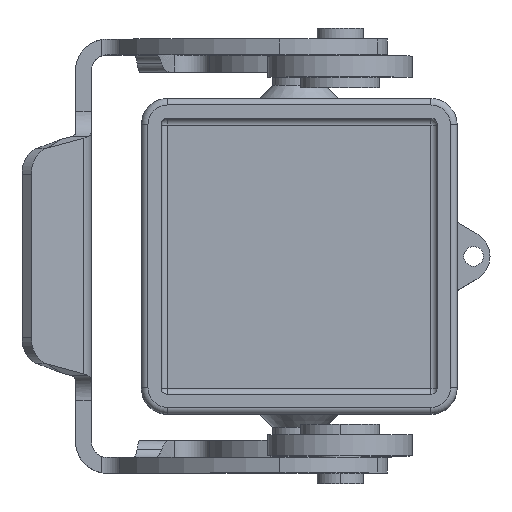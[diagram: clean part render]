
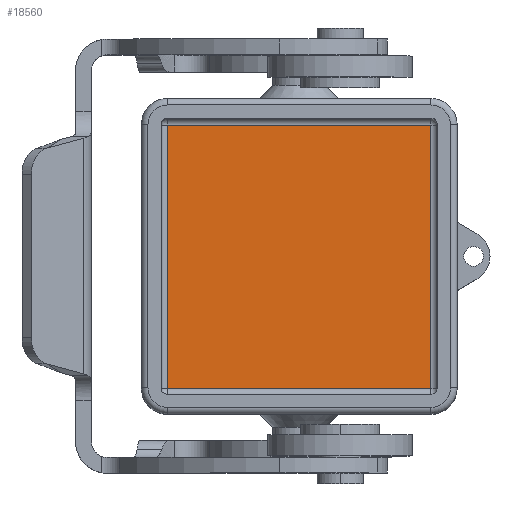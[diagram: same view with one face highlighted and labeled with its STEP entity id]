
A CAD part, top view. The second image highlights one B-rep face of the part: STEP entity #18560.
In plain terms, the highlighted planar face has unit normal (0, 0, 1).
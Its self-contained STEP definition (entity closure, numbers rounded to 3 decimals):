
#1670=CARTESIAN_POINT('',(10.,10.,-9.));
#1680=VERTEX_POINT('',#1670);
#6680=CARTESIAN_POINT('',(10.,-10.,-9.));
#6690=DIRECTION('',(-1.,0.,0.));
#6700=VECTOR('',#6690,20.);
#6710=LINE('',#6680,#6700);
#6720=CARTESIAN_POINT('',(10.,-10.,-9.));
#6730=VERTEX_POINT('',#6720);
#6740=CARTESIAN_POINT('',(-10.,-10.,-9.));
#6750=VERTEX_POINT('',#6740);
#6760=EDGE_CURVE('',#6730,#6750,#6710,.T.);
#7550=CARTESIAN_POINT('',(-10.,-10.,-9.));
#7560=DIRECTION('',(0.,1.,0.));
#7570=VECTOR('',#7560,20.);
#7580=LINE('',#7550,#7570);
#7590=CARTESIAN_POINT('',(-10.,10.,-9.));
#7600=VERTEX_POINT('',#7590);
#7610=EDGE_CURVE('',#6750,#7600,#7580,.T.);
#8420=CARTESIAN_POINT('',(10.,10.,-9.));
#8430=DIRECTION('',(0.,-1.,0.));
#8440=VECTOR('',#8430,20.);
#8450=LINE('',#8420,#8440);
#8460=EDGE_CURVE('',#1680,#6730,#8450,.T.);
#8790=CARTESIAN_POINT('',(-10.,10.,-9.));
#8800=DIRECTION('',(1.,0.,0.));
#8810=VECTOR('',#8800,20.);
#8820=LINE('',#8790,#8810);
#8830=EDGE_CURVE('',#7600,#1680,#8820,.T.);
#18450=CARTESIAN_POINT('',(0.,0.,-9.));
#18460=DIRECTION('',(0.,0.,1.));
#18470=DIRECTION('',(1.,0.,0.));
#18480=AXIS2_PLACEMENT_3D('',#18450,#18460,#18470);
#18490=PLANE('',#18480);
#18500=ORIENTED_EDGE('',*,*,#8460,.F.);
#18510=ORIENTED_EDGE('',*,*,#6760,.F.);
#18520=ORIENTED_EDGE('',*,*,#7610,.F.);
#18530=ORIENTED_EDGE('',*,*,#8830,.F.);
#18540=EDGE_LOOP('',(#18530,#18520,#18510,#18500));
#18550=FACE_OUTER_BOUND('',#18540,.T.);
#18560=ADVANCED_FACE('',(#18550),#18490,.T.);
